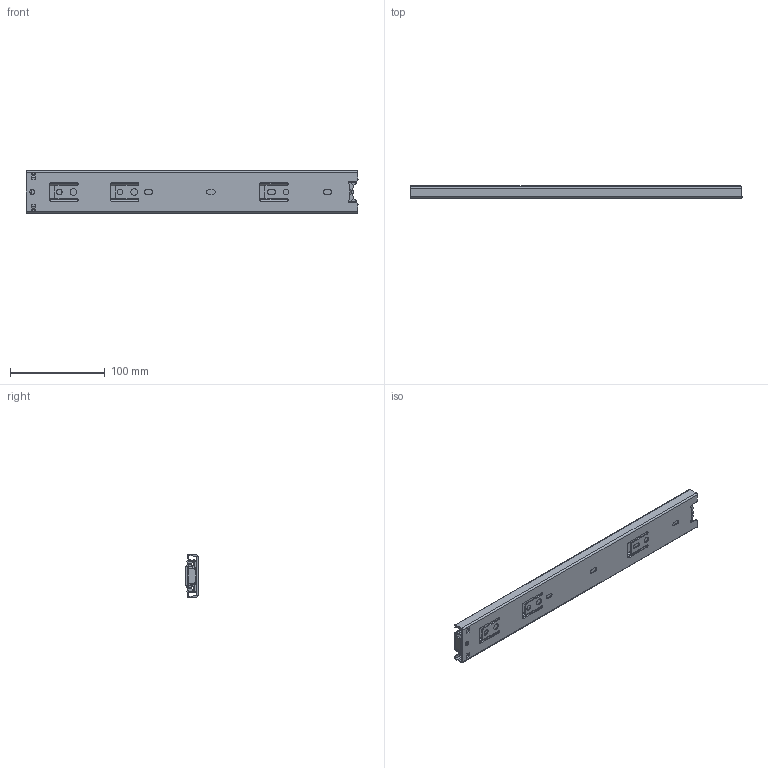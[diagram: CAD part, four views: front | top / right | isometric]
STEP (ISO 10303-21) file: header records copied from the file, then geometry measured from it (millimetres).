
FILE_DESCRIPTION (( 'STEP AP214' ), '1' );
FILE_NAME ('F002907-CLOSED_3D.step', '2022-06-06T11:46:39', ( '' ), ( '' ), 'SwSTEP 2.0', 'SolidWorks 2020', '' );
FILE_SCHEMA (( 'AUTOMOTIVE_DESIGN' ));
Length unit declared in the file: millimetre
Products named in the file (6): NB45-Vnejsi bez tlumeni 350 mm; NB45-doraz zadni cast; F002907-CLOSED_3D; NB45-stredni bez tlumeni 350; NB45-straedni castdoraz; NB45-vnitrni bez tlumeni 350 mm
Assembly tree (5 placements, depth 2):
  F002907-CLOSED_3D
    NB45-Vnejsi bez tlumeni 350 mm
    NB45-stredni bez tlumeni 350
    NB45-vnitrni bez tlumeni 350 mm
    NB45-doraz zadni cast
    NB45-straedni castdoraz
Bounding box: 350 x 12.7 x 44.7 mm (x, y, z)
Volume: 68301.9 mm3; surface area: 111064.8 mm2
Topology: 5 solids, 5 shells, 297 faces, 857 edges, 570 vertices
Faces by surface type: plane 146, cylinder 145, cone 6
Entity records: 10408 total; most frequent: CARTESIAN_POINT 1969, DIRECTION 1756, ORIENTED_EDGE 1714, EDGE_CURVE 857, AXIS2_PLACEMENT_3D 601, VERTEX_POINT 570, VECTOR 554, LINE 554
